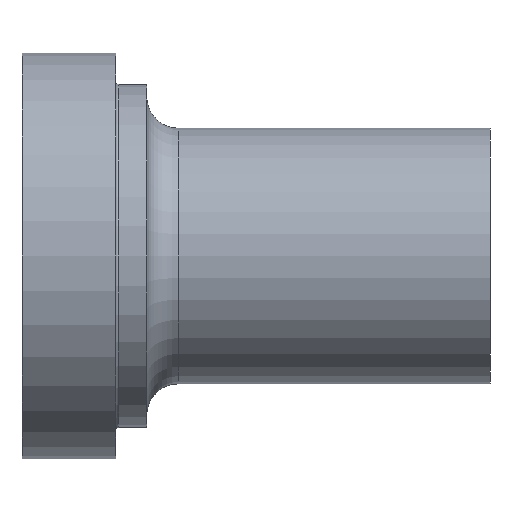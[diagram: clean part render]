
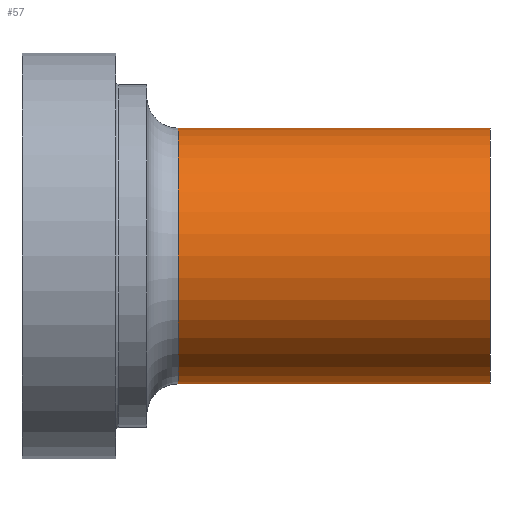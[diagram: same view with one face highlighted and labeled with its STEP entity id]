
A CAD part, front view. The second image highlights one B-rep face of the part: STEP entity #57.
In plain terms, the highlighted cylindrical face has radius 4.1 mm (diameter 8.2 mm), a full revolution.
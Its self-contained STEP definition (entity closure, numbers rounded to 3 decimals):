
#57 = ADVANCED_FACE( '', ( #120, #121 ), #122, .T. );
#120 = FACE_OUTER_BOUND( '', #179, .T. );
#121 = FACE_OUTER_BOUND( '', #180, .T. );
#122 = CYLINDRICAL_SURFACE( '', #181, 4.1 );
#179 = EDGE_LOOP( '', ( #252 ) );
#180 = EDGE_LOOP( '', ( #253 ) );
#181 = AXIS2_PLACEMENT_3D( '', #254, #255, #256 );
#252 = ORIENTED_EDGE( '', *, *, #274, .F. );
#253 = ORIENTED_EDGE( '', *, *, #291, .T. );
#254 = CARTESIAN_POINT( '', ( -60., 0., 0. ) );
#255 = DIRECTION( '', ( 1., 0., 0. ) );
#256 = DIRECTION( '', ( 0., 0., 1. ) );
#274 = EDGE_CURVE( '', #303, #303, #304, .T. );
#291 = EDGE_CURVE( '', #329, #329, #330, .T. );
#303 = VERTEX_POINT( '', #342 );
#304 = CIRCLE( '', #343, 4.1 );
#329 = VERTEX_POINT( '', #368 );
#330 = CIRCLE( '', #369, 4.1 );
#342 = CARTESIAN_POINT( '', ( -10., 0., 4.1 ) );
#343 = AXIS2_PLACEMENT_3D( '', #382, #383, #384 );
#368 = CARTESIAN_POINT( '', ( 0., 0., 4.1 ) );
#369 = AXIS2_PLACEMENT_3D( '', #409, #410, #411 );
#382 = CARTESIAN_POINT( '', ( -10., 0., 0. ) );
#383 = DIRECTION( '', ( -1., 0., 0. ) );
#384 = DIRECTION( '', ( 0., 0., 1. ) );
#409 = CARTESIAN_POINT( '', ( 0., 0., 0. ) );
#410 = DIRECTION( '', ( -1., 0., 0. ) );
#411 = DIRECTION( '', ( 0., 0., 1. ) );
